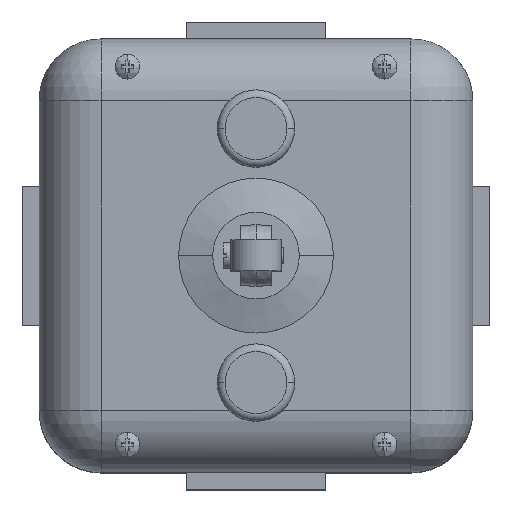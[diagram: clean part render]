
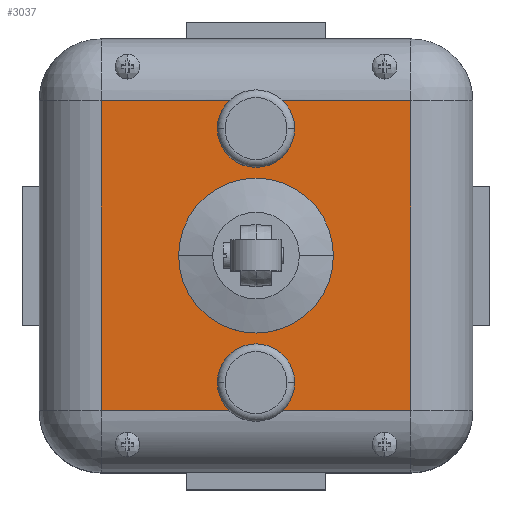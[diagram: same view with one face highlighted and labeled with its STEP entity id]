
A CAD part, top view. The second image highlights one B-rep face of the part: STEP entity #3037.
In plain terms, the highlighted face is planar.
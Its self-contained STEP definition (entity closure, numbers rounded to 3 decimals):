
#39 = CIRCLE ( 'NONE', #3572, 10. ) ;
#81 = DIRECTION ( 'NONE',  ( 0., 0., 1. ) ) ;
#202 = DIRECTION ( 'NONE',  ( -1., 0., 0. ) ) ;
#462 = CARTESIAN_POINT ( 'NONE',  ( 18.75, 0., -20. ) ) ;
#821 = LINE ( 'NONE', #12814, #3448 ) ;
#854 = EDGE_CURVE ( 'NONE', #11140, #4803, #14247, .T. ) ;
#983 = DIRECTION ( 'NONE',  ( 0., 0., -1. ) ) ;
#1064 = CIRCLE ( 'NONE', #6615, 10. ) ;
#1269 = EDGE_CURVE ( 'NONE', #7517, #14044, #5010, .T. ) ;
#1447 = EDGE_CURVE ( 'NONE', #12606, #4275, #4949, .T. ) ;
#1460 = VECTOR ( 'NONE', #9745, 1000. ) ;
#1667 = EDGE_LOOP ( 'NONE', ( #1869, #3789 ) ) ;
#1711 = DIRECTION ( 'NONE',  ( 0., 0., 1. ) ) ;
#1869 = ORIENTED_EDGE ( 'NONE', *, *, #4179, .F. ) ;
#1988 = ORIENTED_EDGE ( 'NONE', *, *, #1447, .T. ) ;
#2218 = CIRCLE ( 'NONE', #15551, 10. ) ;
#2308 = VERTEX_POINT ( 'NONE', #462 ) ;
#2358 = LINE ( 'NONE', #2433, #9380 ) ;
#2426 = CARTESIAN_POINT ( 'NONE',  ( 0., 41., -20. ) ) ;
#2433 = CARTESIAN_POINT ( 'NONE',  ( -50., -50., -20. ) ) ;
#2528 = EDGE_CURVE ( 'NONE', #7734, #5201, #2218, .T. ) ;
#2544 = DIRECTION ( 'NONE',  ( 1., 0., 0. ) ) ;
#2665 = AXIS2_PLACEMENT_3D ( 'NONE', #8946, #13584, #12585 ) ;
#2786 = CARTESIAN_POINT ( 'NONE',  ( -10., -41., -20. ) ) ;
#2803 = EDGE_CURVE ( 'NONE', #14291, #11140, #4213, .T. ) ;
#3034 = CARTESIAN_POINT ( 'NONE',  ( -50., -50., -20. ) ) ;
#3037 = ADVANCED_FACE ( 'NONE', ( #11701, #14037 ), #4576, .F. ) ;
#3225 = ORIENTED_EDGE ( 'NONE', *, *, #7830, .T. ) ;
#3368 = CARTESIAN_POINT ( 'NONE',  ( 50., 50., -20. ) ) ;
#3411 = ORIENTED_EDGE ( 'NONE', *, *, #854, .T. ) ;
#3422 = CARTESIAN_POINT ( 'NONE',  ( 50., 50., -20. ) ) ;
#3448 = VECTOR ( 'NONE', #5479, 1000. ) ;
#3572 = AXIS2_PLACEMENT_3D ( 'NONE', #13671, #1711, #15003 ) ;
#3789 = ORIENTED_EDGE ( 'NONE', *, *, #6155, .F. ) ;
#4179 = EDGE_CURVE ( 'NONE', #5646, #2308, #8875, .T. ) ;
#4213 = CIRCLE ( 'NONE', #4972, 10. ) ;
#4275 = VERTEX_POINT ( 'NONE', #5002 ) ;
#4382 = CARTESIAN_POINT ( 'NONE',  ( 0., 0., -20. ) ) ;
#4576 = PLANE ( 'NONE',  #14782 ) ;
#4803 = VERTEX_POINT ( 'NONE', #8242 ) ;
#4917 = EDGE_CURVE ( 'NONE', #14044, #14291, #10550, .T. ) ;
#4949 = CIRCLE ( 'NONE', #2665, 10. ) ;
#4972 = AXIS2_PLACEMENT_3D ( 'NONE', #6095, #81, #2544 ) ;
#5002 = CARTESIAN_POINT ( 'NONE',  ( 10., -41., -20. ) ) ;
#5010 = LINE ( 'NONE', #9827, #1460 ) ;
#5081 = ORIENTED_EDGE ( 'NONE', *, *, #2803, .T. ) ;
#5201 = VERTEX_POINT ( 'NONE', #11338 ) ;
#5479 = DIRECTION ( 'NONE',  ( 0., -1., 0. ) ) ;
#5569 = CARTESIAN_POINT ( 'NONE',  ( 0., 0., -20. ) ) ;
#5630 = LINE ( 'NONE', #7764, #8239 ) ;
#5646 = VERTEX_POINT ( 'NONE', #10298 ) ;
#5887 = ORIENTED_EDGE ( 'NONE', *, *, #2528, .T. ) ;
#6095 = CARTESIAN_POINT ( 'NONE',  ( 0., 41., -20. ) ) ;
#6155 = EDGE_CURVE ( 'NONE', #2308, #5646, #9281, .T. ) ;
#6509 = ORIENTED_EDGE ( 'NONE', *, *, #4917, .T. ) ;
#6615 = AXIS2_PLACEMENT_3D ( 'NONE', #12264, #11238, #10996 ) ;
#6866 = DIRECTION ( 'NONE',  ( 0., 0., 1. ) ) ;
#6883 = DIRECTION ( 'NONE',  ( 1., 0., 0. ) ) ;
#7136 = ORIENTED_EDGE ( 'NONE', *, *, #1269, .T. ) ;
#7517 = VERTEX_POINT ( 'NONE', #11964 ) ;
#7691 = CARTESIAN_POINT ( 'NONE',  ( -10., 41., -20. ) ) ;
#7734 = VERTEX_POINT ( 'NONE', #2786 ) ;
#7764 = CARTESIAN_POINT ( 'NONE',  ( 50., 50., -20. ) ) ;
#7791 = EDGE_CURVE ( 'NONE', #8187, #14074, #821, .T. ) ;
#7830 = EDGE_CURVE ( 'NONE', #9512, #8187, #5630, .T. ) ;
#7932 = DIRECTION ( 'NONE',  ( -1., 0., 0. ) ) ;
#7945 = ORIENTED_EDGE ( 'NONE', *, *, #9878, .T. ) ;
#8023 = ORIENTED_EDGE ( 'NONE', *, *, #8301, .T. ) ;
#8187 = VERTEX_POINT ( 'NONE', #3368 ) ;
#8239 = VECTOR ( 'NONE', #6883, 1000. ) ;
#8242 = CARTESIAN_POINT ( 'NONE',  ( 10., 41., -20. ) ) ;
#8301 = EDGE_CURVE ( 'NONE', #14074, #12606, #2358, .T. ) ;
#8357 = DIRECTION ( 'NONE',  ( 1., 0., 0. ) ) ;
#8875 = CIRCLE ( 'NONE', #14645, 18.75 ) ;
#8946 = CARTESIAN_POINT ( 'NONE',  ( 0., -41., -20. ) ) ;
#9044 = LINE ( 'NONE', #3034, #13186 ) ;
#9281 = CIRCLE ( 'NONE', #14041, 18.75 ) ;
#9313 = ORIENTED_EDGE ( 'NONE', *, *, #15082, .T. ) ;
#9380 = VECTOR ( 'NONE', #202, 1000. ) ;
#9459 = EDGE_CURVE ( 'NONE', #4275, #7734, #1064, .T. ) ;
#9512 = VERTEX_POINT ( 'NONE', #12337 ) ;
#9745 = DIRECTION ( 'NONE',  ( 0., 1., 0. ) ) ;
#9827 = CARTESIAN_POINT ( 'NONE',  ( -50., 50., -20. ) ) ;
#9878 = EDGE_CURVE ( 'NONE', #4803, #9512, #39, .T. ) ;
#9930 = DIRECTION ( 'NONE',  ( 1., 0., 0. ) ) ;
#10023 = ORIENTED_EDGE ( 'NONE', *, *, #7791, .T. ) ;
#10172 = DIRECTION ( 'NONE',  ( 0., 0., 1. ) ) ;
#10198 = CARTESIAN_POINT ( 'NONE',  ( -4.359, 50., -20. ) ) ;
#10298 = CARTESIAN_POINT ( 'NONE',  ( -18.75, 0., -20. ) ) ;
#10550 = LINE ( 'NONE', #3422, #12533 ) ;
#10787 = CARTESIAN_POINT ( 'NONE',  ( 4.359, -50., -20. ) ) ;
#10996 = DIRECTION ( 'NONE',  ( 1., 0., 0. ) ) ;
#11093 = CARTESIAN_POINT ( 'NONE',  ( -50., 50., -20. ) ) ;
#11103 = DIRECTION ( 'NONE',  ( 0., 0., 1. ) ) ;
#11140 = VERTEX_POINT ( 'NONE', #7691 ) ;
#11238 = DIRECTION ( 'NONE',  ( 0., 0., 1. ) ) ;
#11338 = CARTESIAN_POINT ( 'NONE',  ( -4.359, -50., -20. ) ) ;
#11701 = FACE_BOUND ( 'NONE', #1667, .T. ) ;
#11964 = CARTESIAN_POINT ( 'NONE',  ( -50., -50., -20. ) ) ;
#11971 = DIRECTION ( 'NONE',  ( 1., 0., 0. ) ) ;
#12007 = CARTESIAN_POINT ( 'NONE',  ( -50., 50., -20. ) ) ;
#12264 = CARTESIAN_POINT ( 'NONE',  ( 0., -41., -20. ) ) ;
#12337 = CARTESIAN_POINT ( 'NONE',  ( 4.359, 50., -20. ) ) ;
#12439 = CARTESIAN_POINT ( 'NONE',  ( 50., -50., -20. ) ) ;
#12459 = DIRECTION ( 'NONE',  ( 1., 0., 0. ) ) ;
#12533 = VECTOR ( 'NONE', #11971, 1000. ) ;
#12585 = DIRECTION ( 'NONE',  ( 1., 0., 0. ) ) ;
#12606 = VERTEX_POINT ( 'NONE', #10787 ) ;
#12814 = CARTESIAN_POINT ( 'NONE',  ( 50., -50., -20. ) ) ;
#13186 = VECTOR ( 'NONE', #14857, 1000. ) ;
#13502 = AXIS2_PLACEMENT_3D ( 'NONE', #2426, #11103, #9930 ) ;
#13584 = DIRECTION ( 'NONE',  ( 0., 0., 1. ) ) ;
#13671 = CARTESIAN_POINT ( 'NONE',  ( 0., 41., -20. ) ) ;
#14037 = FACE_OUTER_BOUND ( 'NONE', #14048, .T. ) ;
#14041 = AXIS2_PLACEMENT_3D ( 'NONE', #5569, #15097, #7932 ) ;
#14044 = VERTEX_POINT ( 'NONE', #11093 ) ;
#14048 = EDGE_LOOP ( 'NONE', ( #8023, #1988, #14846, #5887, #9313, #7136, #6509, #5081, #3411, #7945, #3225, #10023 ) ) ;
#14074 = VERTEX_POINT ( 'NONE', #12439 ) ;
#14247 = CIRCLE ( 'NONE', #13502, 10. ) ;
#14291 = VERTEX_POINT ( 'NONE', #10198 ) ;
#14645 = AXIS2_PLACEMENT_3D ( 'NONE', #4382, #983, #15314 ) ;
#14782 = AXIS2_PLACEMENT_3D ( 'NONE', #12007, #6866, #8357 ) ;
#14846 = ORIENTED_EDGE ( 'NONE', *, *, #9459, .T. ) ;
#14857 = DIRECTION ( 'NONE',  ( -1., 0., 0. ) ) ;
#14871 = CARTESIAN_POINT ( 'NONE',  ( 0., -41., -20. ) ) ;
#15003 = DIRECTION ( 'NONE',  ( 1., 0., 0. ) ) ;
#15082 = EDGE_CURVE ( 'NONE', #5201, #7517, #9044, .T. ) ;
#15097 = DIRECTION ( 'NONE',  ( 0., 0., -1. ) ) ;
#15314 = DIRECTION ( 'NONE',  ( -1., 0., 0. ) ) ;
#15551 = AXIS2_PLACEMENT_3D ( 'NONE', #14871, #10172, #12459 ) ;
